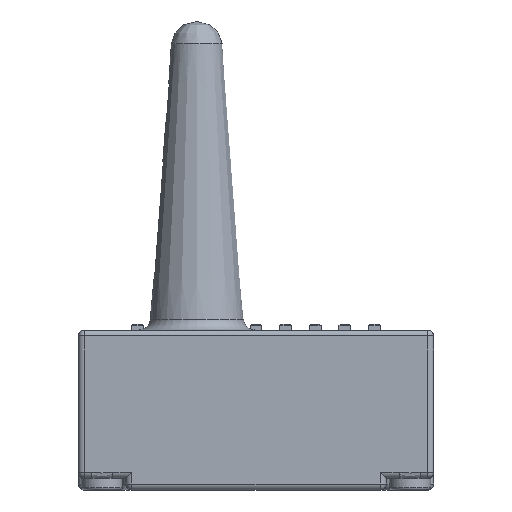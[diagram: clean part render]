
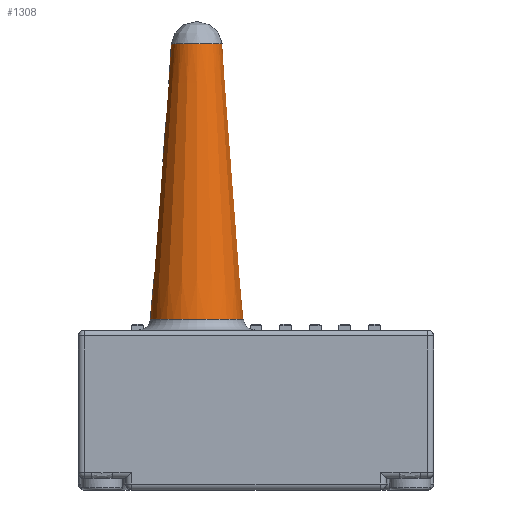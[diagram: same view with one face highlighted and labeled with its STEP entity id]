
A CAD part, front view. The second image highlights one B-rep face of the part: STEP entity #1308.
In plain terms, the highlighted conical face has half-angle 4.399 degrees and reference radius 2 mm.
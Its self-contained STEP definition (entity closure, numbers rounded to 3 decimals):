
#1308 = ADVANCED_FACE( '', ( #3504, #3505 ), #3506, .T. );
#3504 = FACE_OUTER_BOUND( '', #6818, .T. );
#3505 = FACE_BOUND( '', #6819, .T. );
#3506 = CONICAL_SURFACE( '', #6820, 2., 0.077 );
#6818 = EDGE_LOOP( '', ( #11740 ) );
#6819 = EDGE_LOOP( '', ( #11741 ) );
#6820 = AXIS2_PLACEMENT_3D( '', #11742, #11743, #11744 );
#11740 = ORIENTED_EDGE( '', *, *, #20854, .T. );
#11741 = ORIENTED_EDGE( '', *, *, #20855, .T. );
#11742 = CARTESIAN_POINT( '', ( -5., 12.5, 32.75 ) );
#11743 = DIRECTION( '', ( 0., 0., -1. ) );
#11744 = DIRECTION( '', ( 0., 1., 0. ) );
#20854 = EDGE_CURVE( '', #24899, #24899, #24900, .F. );
#20855 = EDGE_CURVE( '', #24901, #24901, #24902, .T. );
#24899 = VERTEX_POINT( '', #31075 );
#24900 = CIRCLE( '', #31076, 3.929 );
#24901 = VERTEX_POINT( '', #31077 );
#24902 = CIRCLE( '', #31078, 2.142 );
#31075 = CARTESIAN_POINT( '', ( -5., 16.429, 7.673 ) );
#31076 = AXIS2_PLACEMENT_3D( '', #38358, #38359, #38360 );
#31077 = CARTESIAN_POINT( '', ( -5., 14.642, 30.903 ) );
#31078 = AXIS2_PLACEMENT_3D( '', #38361, #38362, #38363 );
#38358 = CARTESIAN_POINT( '', ( -5., 12.5, 7.673 ) );
#38359 = DIRECTION( '', ( 0., 0., -1. ) );
#38360 = DIRECTION( '', ( 0., 1., 0. ) );
#38361 = CARTESIAN_POINT( '', ( -5., 12.5, 30.903 ) );
#38362 = DIRECTION( '', ( 0., 0., -1. ) );
#38363 = DIRECTION( '', ( 0., 1., 0. ) );
